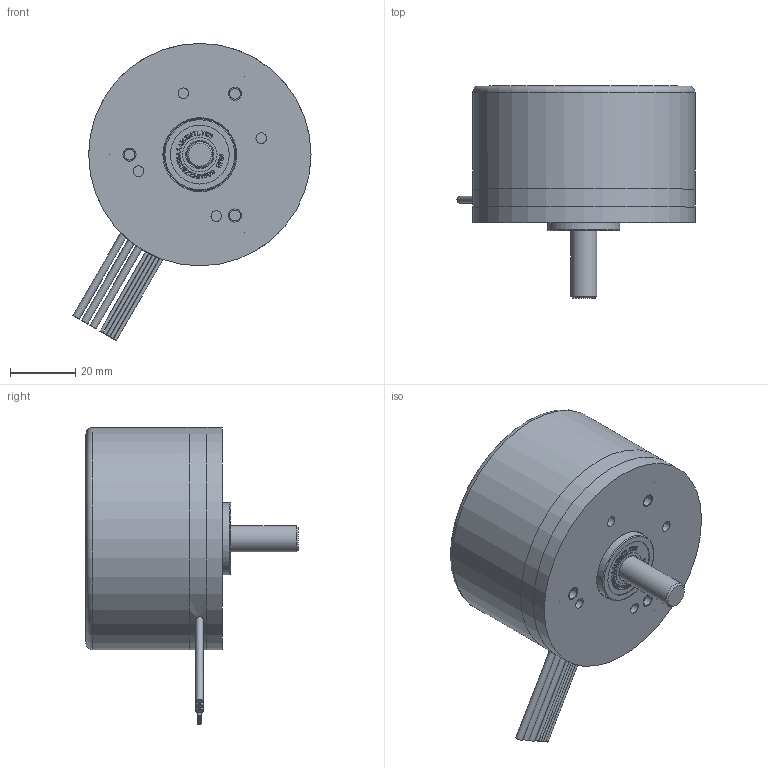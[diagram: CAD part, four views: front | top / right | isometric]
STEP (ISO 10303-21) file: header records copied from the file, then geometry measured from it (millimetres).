
FILE_DESCRIPTION(/* description */ (''),/* implementation_level */ '2;1');
FILE_NAME(/* name */ 'DFA68M024037-A-20.stp',/* time_stamp */ '2020-04-22T13:54:08+02:00',/* author */ ('angelika.schneid'),/* organization */ (''),/* preprocessor_version */ 'ST-DEVELOPER v17.2',/* originating_system */ 'Autodesk Inventor 2019',/* authorisation */ '');
FILE_SCHEMA (('AUTOMOTIVE_DESIGN { 1 0 10303 214 3 1 1 }'));
Length unit declared in the file: millimetre
Products named in the file (1): DFA68M024037-A_Shrinkwrap_1
Bounding box: 72.79 x 64.83 x 90.84 mm (x, y, z)
Volume: 54483.3 mm3; surface area: 51437.7 mm2
Topology: 6 solids, 15 shells, 794 faces, 2244 edges, 1522 vertices
Faces by surface type: plane 716, cylinder 67, cone 6, torus 5
Full cylindrical faces by diameter (mm): 1 x5, 2.05 x6, 2.2 x3, 2.5 x3, 3.242 x4, 3.3 x3, 4 x3, 8 x3, 10.5 x1, 18 x1, 22 x3, 22.2 x1, 58 x2, 60 x1, 63 x1, 64 x1, 66.2 x2, 68 x3
Entity records: 26833 total; most frequent: CARTESIAN_POINT 5118, ORIENTED_EDGE 4449, DIRECTION 4041, EDGE_CURVE 2241, LINE 1987, VECTOR 1987, VERTEX_POINT 1522, AXIS2_PLACEMENT_3D 1027
